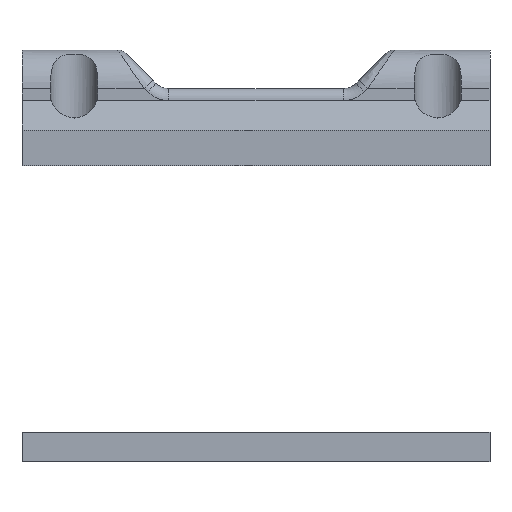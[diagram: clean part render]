
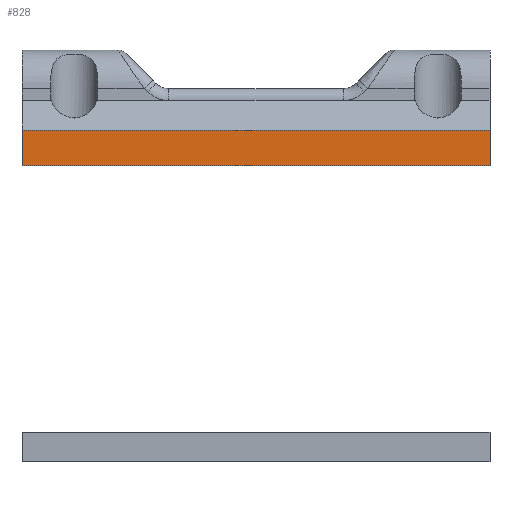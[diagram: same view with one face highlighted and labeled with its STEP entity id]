
A CAD part, left-side view. The second image highlights one B-rep face of the part: STEP entity #828.
In plain terms, the highlighted planar face has unit normal (-1, 0, 0).
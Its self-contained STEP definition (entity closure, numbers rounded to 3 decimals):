
#46 = CARTESIAN_POINT ( 'NONE',  ( -96.416, -16., -79.5 ) ) ;
#84 = CARTESIAN_POINT ( 'NONE',  ( -96.416, -10., -0.5 ) ) ;
#115 = EDGE_CURVE ( 'NONE', #2410, #2799, #1678, .T. ) ;
#196 = PLANE ( 'NONE',  #2663 ) ;
#315 = CARTESIAN_POINT ( 'NONE',  ( -96.416, -16., 40.942 ) ) ;
#530 = DIRECTION ( 'NONE',  ( 0., 0., -1. ) ) ;
#684 = CARTESIAN_POINT ( 'NONE',  ( -96.416, -16., 40.942 ) ) ;
#704 = ORIENTED_EDGE ( 'NONE', *, *, #1178, .F. ) ;
#809 = CARTESIAN_POINT ( 'NONE',  ( -96.416, -10., 40.942 ) ) ;
#828 = ADVANCED_FACE ( 'NONE', ( #1135 ), #196, .F. ) ;
#887 = DIRECTION ( 'NONE',  ( 1., 0., 0. ) ) ;
#912 = LINE ( 'NONE', #2270, #2465 ) ;
#961 = VERTEX_POINT ( 'NONE', #46 ) ;
#979 = VECTOR ( 'NONE', #530, 1000. ) ;
#987 = VECTOR ( 'NONE', #1832, 1000. ) ;
#1135 = FACE_OUTER_BOUND ( 'NONE', #1756, .T. ) ;
#1178 = EDGE_CURVE ( 'NONE', #961, #2799, #912, .T. ) ;
#1237 = EDGE_CURVE ( 'NONE', #1934, #2410, #1384, .T. ) ;
#1360 = DIRECTION ( 'NONE',  ( 0., 0., -1. ) ) ;
#1371 = CARTESIAN_POINT ( 'NONE',  ( -96.416, -16., -0.5 ) ) ;
#1384 = LINE ( 'NONE', #1371, #987 ) ;
#1678 = LINE ( 'NONE', #809, #2973 ) ;
#1756 = EDGE_LOOP ( 'NONE', ( #2983, #2331, #704, #2494 ) ) ;
#1832 = DIRECTION ( 'NONE',  ( 0., 1., 0. ) ) ;
#1878 = CARTESIAN_POINT ( 'NONE',  ( -96.416, -16., -0.5 ) ) ;
#1934 = VERTEX_POINT ( 'NONE', #1878 ) ;
#1948 = DIRECTION ( 'NONE',  ( 0., 0., -1. ) ) ;
#2090 = DIRECTION ( 'NONE',  ( 0., 1., 0. ) ) ;
#2270 = CARTESIAN_POINT ( 'NONE',  ( -96.416, -27.5, -79.5 ) ) ;
#2331 = ORIENTED_EDGE ( 'NONE', *, *, #115, .T. ) ;
#2410 = VERTEX_POINT ( 'NONE', #84 ) ;
#2437 = EDGE_CURVE ( 'NONE', #1934, #961, #2852, .T. ) ;
#2465 = VECTOR ( 'NONE', #2090, 1000. ) ;
#2494 = ORIENTED_EDGE ( 'NONE', *, *, #2437, .F. ) ;
#2663 = AXIS2_PLACEMENT_3D ( 'NONE', #684, #887, #1360 ) ;
#2799 = VERTEX_POINT ( 'NONE', #2828 ) ;
#2828 = CARTESIAN_POINT ( 'NONE',  ( -96.416, -10., -79.5 ) ) ;
#2852 = LINE ( 'NONE', #315, #979 ) ;
#2973 = VECTOR ( 'NONE', #1948, 1000. ) ;
#2983 = ORIENTED_EDGE ( 'NONE', *, *, #1237, .T. ) ;
